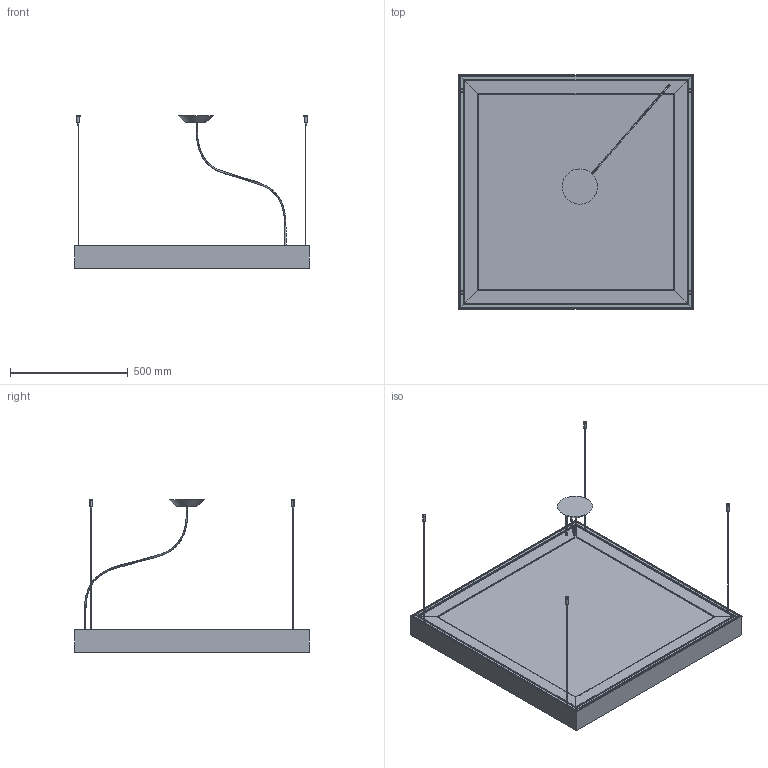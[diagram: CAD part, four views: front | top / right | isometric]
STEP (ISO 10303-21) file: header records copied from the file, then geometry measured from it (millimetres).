
FILE_DESCRIPTION(/* description */ (''),/* implementation_level */ '2;1');
FILE_NAME(/* name */ 'Altrove_600_Sospensione_3D',/* time_stamp */ '2011-11-03T10:20:09+01:00',/* author */ (''),/* organization */ (''),/* preprocessor_version */ 'ST-DEVELOPER v10',/* originating_system */ '',/* authorisation */ '');
FILE_SCHEMA (('CONFIG_CONTROL_DESIGN'));
Length unit declared in the file: centimetre
Products named in the file (1): 1
Bounding box: 999 x 999 x 650.5 mm (x, y, z)
Volume: 2684090.9 mm3; surface area: 5120019.3 mm2
Topology: 4 solids, 15 shells, 146 faces, 368 edges, 228 vertices
Faces by surface type: bspline 146
Entity records: 4594 total; most frequent: CARTESIAN_POINT 2518, ORIENTED_EDGE 642, EDGE_CURVE 368, VERTEX_POINT 228, B_SPLINE_CURVE_WITH_KNOTS 177, EDGE_LOOP 159, ADVANCED_FACE 146, FACE_OUTER_BOUND 146
